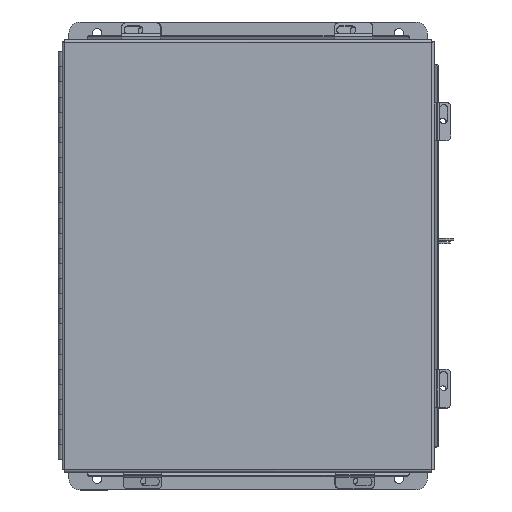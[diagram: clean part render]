
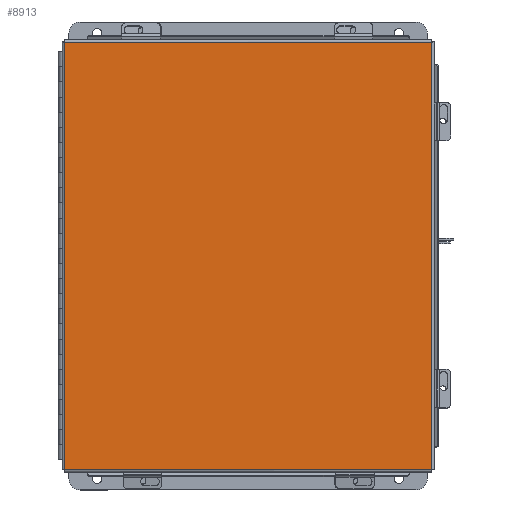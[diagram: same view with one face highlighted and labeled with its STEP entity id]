
A CAD part, top view. The second image highlights one B-rep face of the part: STEP entity #8913.
In plain terms, the highlighted face is planar.
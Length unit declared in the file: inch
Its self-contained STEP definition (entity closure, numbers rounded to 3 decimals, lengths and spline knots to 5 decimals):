
#71 = AXIS2_PLACEMENT_3D ( 'NONE', #2733, #7136, #17354 ) ;
#1204 = DIRECTION ( 'NONE',  ( 0., -1., 0. ) ) ;
#1262 = DIRECTION ( 'NONE',  ( 1., 0., 0. ) ) ;
#1804 = VERTEX_POINT ( 'NONE', #13897 ) ;
#2075 = VERTEX_POINT ( 'NONE', #16201 ) ;
#2081 = CARTESIAN_POINT ( 'NONE',  ( -6.06855, -7.07448, -0.0747 ) ) ;
#2084 = LINE ( 'NONE', #14767, #6406 ) ;
#2733 = CARTESIAN_POINT ( 'NONE',  ( 0., 0., -0.0747 ) ) ;
#3145 = VERTEX_POINT ( 'NONE', #11216 ) ;
#3824 = EDGE_CURVE ( 'NONE', #2075, #3145, #2084, .T. ) ;
#4984 = EDGE_LOOP ( 'NONE', ( #13810, #6786, #10433, #16981 ) ) ;
#5494 = CARTESIAN_POINT ( 'NONE',  ( -6.07448, 7.06855, -0.0747 ) ) ;
#5752 = VECTOR ( 'NONE', #6530, 39.37008 ) ;
#6406 = VECTOR ( 'NONE', #1204, 39.37008 ) ;
#6530 = DIRECTION ( 'NONE',  ( -1., 0., 0. ) ) ;
#6786 = ORIENTED_EDGE ( 'NONE', *, *, #3824, .T. ) ;
#6806 = EDGE_CURVE ( 'NONE', #18965, #1804, #8076, .T. ) ;
#7136 = DIRECTION ( 'NONE',  ( 0., 0., -1. ) ) ;
#7631 = VECTOR ( 'NONE', #12772, 39.37008 ) ;
#8076 = LINE ( 'NONE', #2081, #7631 ) ;
#8682 = EDGE_CURVE ( 'NONE', #3145, #18965, #13996, .T. ) ;
#8913 = ADVANCED_FACE ( 'NONE', ( #13771 ), #15887, .T. ) ;
#9231 = VECTOR ( 'NONE', #1262, 39.37008 ) ;
#10433 = ORIENTED_EDGE ( 'NONE', *, *, #8682, .T. ) ;
#11216 = CARTESIAN_POINT ( 'NONE',  ( 6.06855, -7.06855, -0.0747 ) ) ;
#12772 = DIRECTION ( 'NONE',  ( 0., 1., 0. ) ) ;
#13771 = FACE_OUTER_BOUND ( 'NONE', #4984, .T. ) ;
#13810 = ORIENTED_EDGE ( 'NONE', *, *, #17106, .T. ) ;
#13897 = CARTESIAN_POINT ( 'NONE',  ( -6.06855, 7.06855, -0.0747 ) ) ;
#13996 = LINE ( 'NONE', #16767, #5752 ) ;
#14767 = CARTESIAN_POINT ( 'NONE',  ( 6.06855, 7.07448, -0.0747 ) ) ;
#14992 = LINE ( 'NONE', #5494, #9231 ) ;
#15887 = PLANE ( 'NONE',  #71 ) ;
#16201 = CARTESIAN_POINT ( 'NONE',  ( 6.06855, 7.06855, -0.0747 ) ) ;
#16767 = CARTESIAN_POINT ( 'NONE',  ( 6.07448, -7.06855, -0.0747 ) ) ;
#16981 = ORIENTED_EDGE ( 'NONE', *, *, #6806, .T. ) ;
#17106 = EDGE_CURVE ( 'NONE', #1804, #2075, #14992, .T. ) ;
#17354 = DIRECTION ( 'NONE',  ( -1., 0., 0. ) ) ;
#17499 = CARTESIAN_POINT ( 'NONE',  ( -6.06855, -7.06855, -0.0747 ) ) ;
#18965 = VERTEX_POINT ( 'NONE', #17499 ) ;
